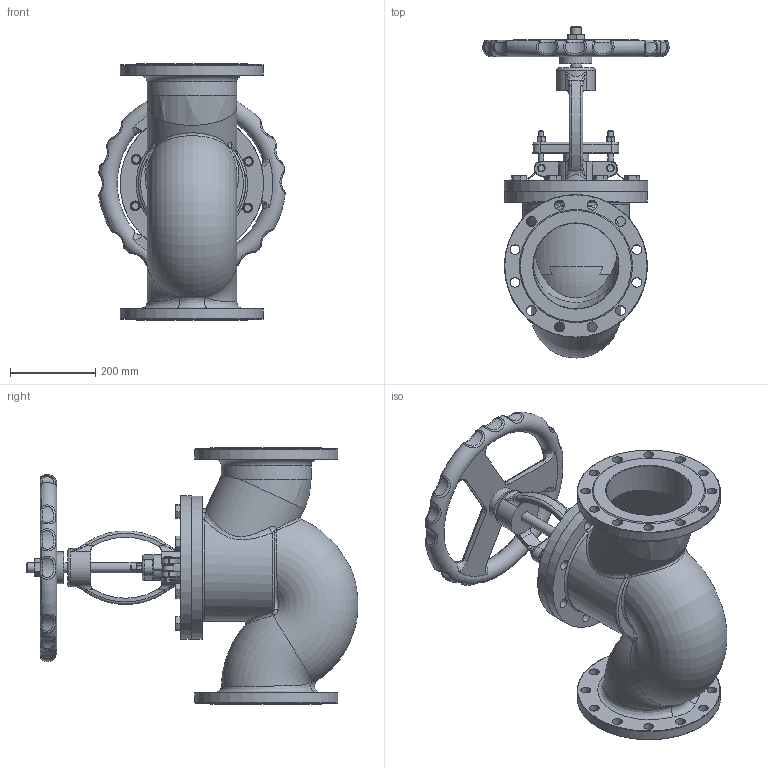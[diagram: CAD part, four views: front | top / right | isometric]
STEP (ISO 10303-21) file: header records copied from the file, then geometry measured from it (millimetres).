
FILE_DESCRIPTION(/* description */ (''),/* implementation_level */ '2;1');
FILE_NAME(/* name */ 'DN200_3D_STEP.stp',/* time_stamp */ '2025-04-20T15:17:09+03:00',/* author */ ('igorr'),/* organization */ (''),/* preprocessor_version */ 'ST-DEVELOPER v20',/* originating_system */ 'Autodesk Inventor 2025',/* authorisation */ '');
FILE_SCHEMA (('AUTOMOTIVE_DESIGN { 1 0 10303 214 3 1 1 }'));
Length unit declared in the file: millimetre
Products named in the file (6): Сборка1; Деталь1; Деталь2; ANSI B18.2.4.2M - M12x1,75; ANSI B18.2.4.2M - M24x3; AS 1110 - M20 x 35
Assembly tree (13 placements, depth 2):
  Сборка1
    Деталь1
    Деталь2
    ANSI B18.2.4.2M - M12x1,75  x2
    ANSI B18.2.4.2M - M24x3
    AS 1110 - M20 x 35  x8
Bounding box: 436.17 x 776.62 x 600 mm (x, y, z)
Volume: 21305475.8 mm3; surface area: 2059054.2 mm2
Topology: 13 solids, 14 shells, 787 faces, 1834 edges, 1094 vertices
Faces by surface type: plane 261, cylinder 192, bspline 120, cone 103, torus 81, sphere 30
Full cylindrical faces by diameter (mm): 2.1 x2, 3 x2, 9 x4, 10.106 x2, 12 x6, 15 x1, 18 x2, 20 x8, 20.752 x1, 23 x24, 23.184 x16, 24 x3, 30 x8, 32.5 x1, 48 x1, 60 x1, 75 x2, 90 x1, 200 x3, 210 x2, 335 x2, 335.745 x2
Entity records: 29623 total; most frequent: CARTESIAN_POINT 15444, ORIENTED_EDGE 2814, DIRECTION 2735, EDGE_CURVE 1407, AXIS2_PLACEMENT_3D 1181, VERTEX_POINT 855, EDGE_LOOP 732, CIRCLE 666
